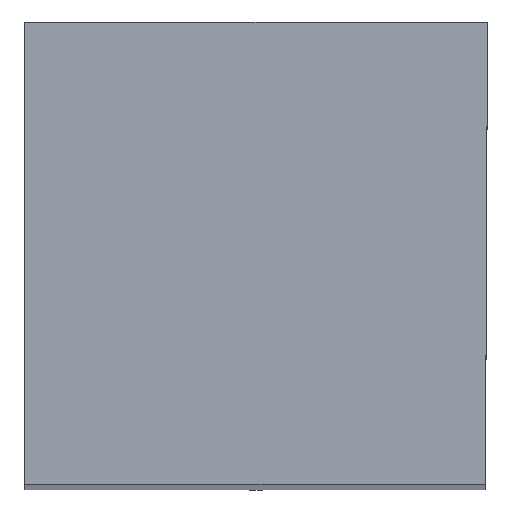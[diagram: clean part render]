
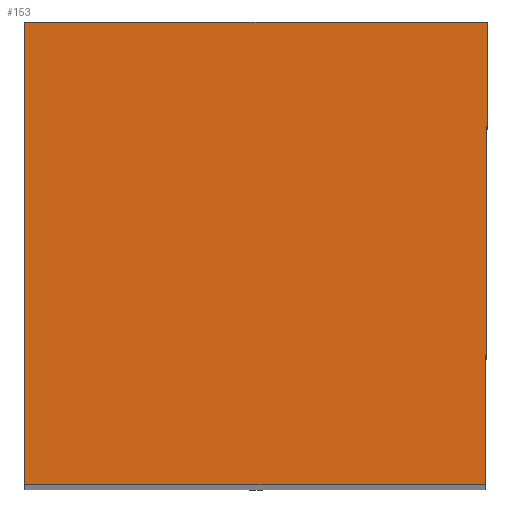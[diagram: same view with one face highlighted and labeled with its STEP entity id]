
A CAD part, top view. The second image highlights one B-rep face of the part: STEP entity #153.
In plain terms, the highlighted planar face has unit normal (0, 0, 1).
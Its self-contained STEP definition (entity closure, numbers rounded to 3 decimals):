
#123=FACE_OUTER_BOUND('',#343,.T.);
#153=ADVANCED_FACE('BLANK_BOXF006',(#123),#177,.F.);
#177=PLANE('',#754);
#203=LINE('',#1092,#256);
#208=LINE('',#1102,#261);
#214=LINE('',#1115,#267);
#233=LINE('',#1160,#286);
#256=VECTOR('',#855,1.);
#261=VECTOR('',#862,1.);
#267=VECTOR('',#870,1.);
#286=VECTOR('',#911,1.);
#343=EDGE_LOOP('',(#460,#461,#462,#463));
#460=ORIENTED_EDGE('',*,*,#598,.F.);
#461=ORIENTED_EDGE('',*,*,#621,.F.);
#462=ORIENTED_EDGE('',*,*,#592,.F.);
#463=ORIENTED_EDGE('',*,*,#587,.F.);
#527=VERTEX_POINT('',#1091);
#528=VERTEX_POINT('',#1093);
#532=VERTEX_POINT('',#1103);
#537=VERTEX_POINT('',#1114);
#587=EDGE_CURVE('',#527,#528,#203,.T.);
#592=EDGE_CURVE('',#528,#532,#208,.T.);
#598=EDGE_CURVE('',#537,#527,#214,.T.);
#621=EDGE_CURVE('',#532,#537,#233,.T.);
#754=AXIS2_PLACEMENT_3D('',#1161,#912,#913);
#855=DIRECTION('',(1.,0.,0.));
#862=DIRECTION('',(-0.004,-1.,0.));
#870=DIRECTION('',(0.,1.,0.));
#911=DIRECTION('',(-1.,0.,0.));
#912=DIRECTION('',(0.,0.,-1.));
#913=DIRECTION('',(-1.,0.,0.));
#1091=CARTESIAN_POINT('',(-15.875,15.875,0.));
#1092=CARTESIAN_POINT('',(-110.35,15.875,0.));
#1093=CARTESIAN_POINT('',(0.,15.875,0.));
#1102=CARTESIAN_POINT('',(0.412,110.349,0.));
#1103=CARTESIAN_POINT('',(-0.069,0.,0.));
#1114=CARTESIAN_POINT('',(-15.875,0.,0.));
#1115=CARTESIAN_POINT('',(-15.875,-110.35,0.));
#1160=CARTESIAN_POINT('',(110.35,0.,0.));
#1161=CARTESIAN_POINT('',(-20.875,-5.,0.));
